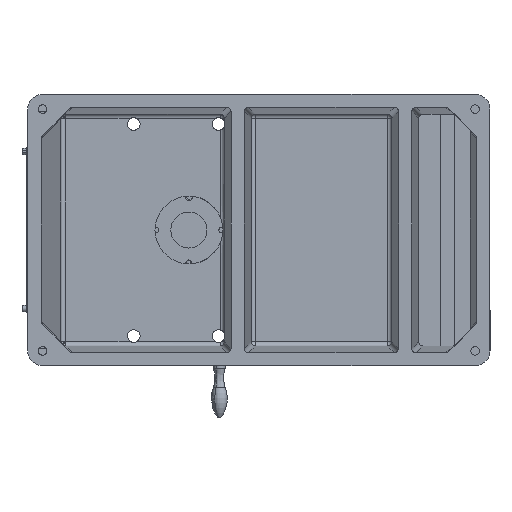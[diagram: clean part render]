
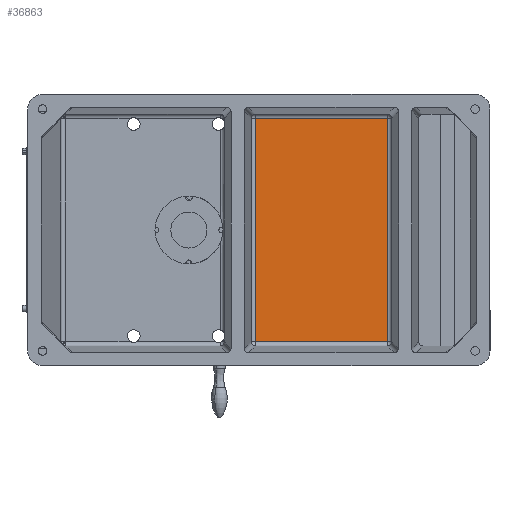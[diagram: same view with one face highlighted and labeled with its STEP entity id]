
A CAD part, front view. The second image highlights one B-rep face of the part: STEP entity #36863.
In plain terms, the highlighted planar face has unit normal (0, -1, 0).
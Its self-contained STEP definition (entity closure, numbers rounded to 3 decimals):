
#519 = FACE_OUTER_BOUND ( 'NONE', #44951, .T. ) ;
#1370 = EDGE_CURVE ( 'NONE', #28204, #18720, #20214, .T. ) ;
#1860 = ORIENTED_EDGE ( 'NONE', *, *, #61041, .T. ) ;
#3531 = DIRECTION ( 'NONE',  ( 0., -1., 0. ) ) ;
#4223 = EDGE_CURVE ( 'NONE', #7436, #20436, #24696, .T. ) ;
#7436 = VERTEX_POINT ( 'NONE', #7927 ) ;
#7927 = CARTESIAN_POINT ( 'NONE',  ( 553.824, 387.557, 332.813 ) ) ;
#12360 = VECTOR ( 'NONE', #60663, 1000. ) ;
#12798 = CARTESIAN_POINT ( 'NONE',  ( 355.65, 387.557, 667.512 ) ) ;
#14193 = CARTESIAN_POINT ( 'NONE',  ( 553.824, 387.557, 673.434 ) ) ;
#15412 = CARTESIAN_POINT ( 'NONE',  ( 349.728, 387.557, 667.512 ) ) ;
#15570 = VECTOR ( 'NONE', #50139, 1000. ) ;
#17060 = VECTOR ( 'NONE', #28870, 1000. ) ;
#18720 = VERTEX_POINT ( 'NONE', #60585 ) ;
#18792 = CARTESIAN_POINT ( 'NONE',  ( 355.65, 387.557, 326.891 ) ) ;
#19183 = DIRECTION ( 'NONE',  ( 0., 0., 1. ) ) ;
#20214 = LINE ( 'NONE', #18792, #17060 ) ;
#20436 = VERTEX_POINT ( 'NONE', #63724 ) ;
#24696 = LINE ( 'NONE', #14193, #63320 ) ;
#24758 = CARTESIAN_POINT ( 'NONE',  ( 559.745, 387.557, 332.813 ) ) ;
#28204 = VERTEX_POINT ( 'NONE', #12798 ) ;
#28870 = DIRECTION ( 'NONE',  ( 0., 0., -1. ) ) ;
#34234 = ORIENTED_EDGE ( 'NONE', *, *, #4223, .T. ) ;
#35951 = LINE ( 'NONE', #15412, #12360 ) ;
#36863 = ADVANCED_FACE ( 'NONE', ( #519 ), #38741, .T. ) ;
#38741 = PLANE ( 'NONE',  #53151 ) ;
#44001 = LINE ( 'NONE', #24758, #15570 ) ;
#44951 = EDGE_LOOP ( 'NONE', ( #1860, #34234, #56724, #59559 ) ) ;
#45263 = EDGE_CURVE ( 'NONE', #20436, #28204, #35951, .T. ) ;
#50139 = DIRECTION ( 'NONE',  ( 1., 0., 0. ) ) ;
#53151 = AXIS2_PLACEMENT_3D ( 'NONE', #58938, #3531, #63798 ) ;
#56724 = ORIENTED_EDGE ( 'NONE', *, *, #45263, .T. ) ;
#58938 = CARTESIAN_POINT ( 'NONE',  ( 14.999, 387.557, 703.363 ) ) ;
#59559 = ORIENTED_EDGE ( 'NONE', *, *, #1370, .T. ) ;
#60585 = CARTESIAN_POINT ( 'NONE',  ( 355.65, 387.557, 332.813 ) ) ;
#60663 = DIRECTION ( 'NONE',  ( -1., 0., 0. ) ) ;
#61041 = EDGE_CURVE ( 'NONE', #18720, #7436, #44001, .T. ) ;
#63320 = VECTOR ( 'NONE', #19183, 1000. ) ;
#63724 = CARTESIAN_POINT ( 'NONE',  ( 553.824, 387.557, 667.512 ) ) ;
#63798 = DIRECTION ( 'NONE',  ( 0., 0., -1. ) ) ;
